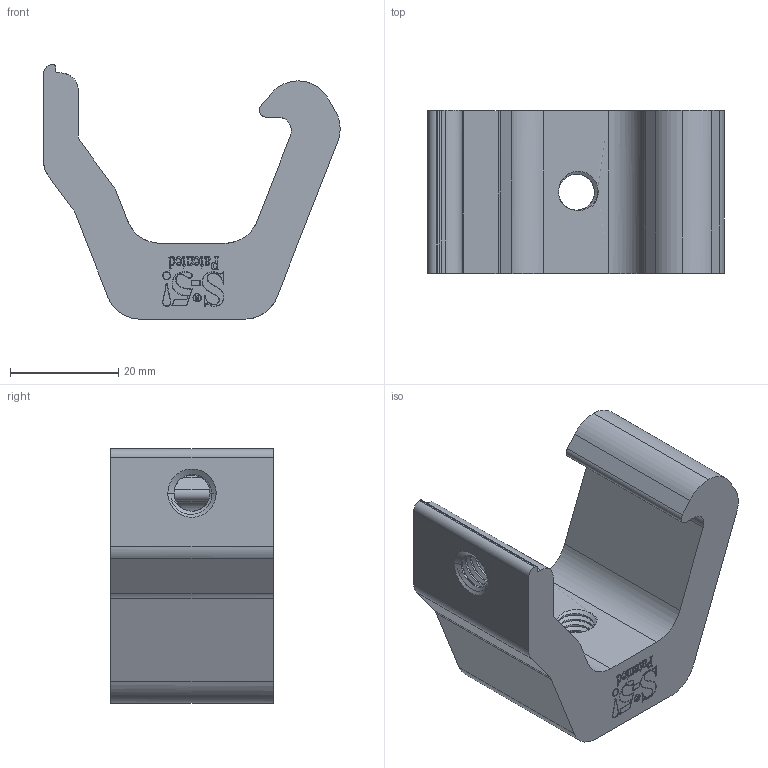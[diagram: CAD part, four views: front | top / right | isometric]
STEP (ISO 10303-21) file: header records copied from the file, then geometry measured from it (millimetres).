
FILE_DESCRIPTION (( 'STEP AP203' ), '1' );
FILE_NAME ('S-5-K Grip Mini.STEP', '2016-12-15T17:48:49', ( '' ), ( '' ), 'SwSTEP 2.0', 'SolidWorks 2017', '' );
FILE_SCHEMA (( 'CONFIG_CONTROL_DESIGN' ));
Length unit declared in the file: inch
Products named in the file (1): S-5-K Grip Mini
Bounding box: 54.65 x 30 x 46.88 mm (x, y, z)
Volume: 29425.4 mm3; surface area: 9315.9 mm2
Topology: 1 solids, 1 shells, 644 faces, 1826 edges, 1227 vertices
Faces by surface type: plane 311, bspline 243, cylinder 86, cone 4
Entity records: 31513 total; most frequent: CARTESIAN_POINT 16776, ORIENTED_EDGE 3652, DIRECTION 1956, EDGE_CURVE 1826, VERTEX_POINT 1227, VECTOR 1116, LINE 1116, EDGE_LOOP 691
